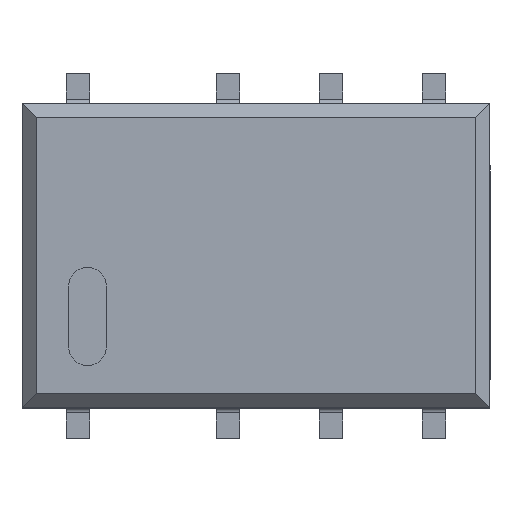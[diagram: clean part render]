
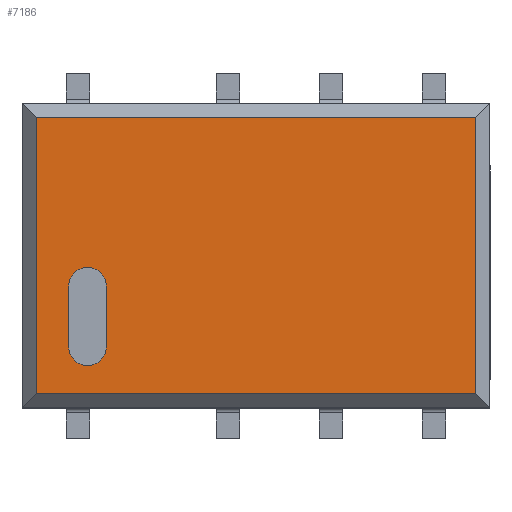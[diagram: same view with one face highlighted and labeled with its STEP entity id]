
A CAD part, top view. The second image highlights one B-rep face of the part: STEP entity #7186.
In plain terms, the highlighted planar face has unit normal (0, 0, 1).
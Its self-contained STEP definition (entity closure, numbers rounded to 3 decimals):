
#198 = FACE_OUTER_BOUND ( 'NONE', #5859, .T. ) ;
#329 = EDGE_CURVE ( 'NONE', #7489, #733, #382, .T. ) ;
#382 = CIRCLE ( 'NONE', #2562, 0.4 ) ;
#733 = VERTEX_POINT ( 'NONE', #8276 ) ;
#862 = LINE ( 'NONE', #7513, #4715 ) ;
#955 = ORIENTED_EDGE ( 'NONE', *, *, #8890, .F. ) ;
#1621 = VECTOR ( 'NONE', #7847, 1000. ) ;
#1737 = DIRECTION ( 'NONE',  ( -1., 0., 0. ) ) ;
#2017 = VERTEX_POINT ( 'NONE', #9181 ) ;
#2332 = FACE_BOUND ( 'NONE', #5799, .T. ) ;
#2562 = AXIS2_PLACEMENT_3D ( 'NONE', #7669, #7257, #1737 ) ;
#2852 = PLANE ( 'NONE',  #5712 ) ;
#2897 = CARTESIAN_POINT ( 'NONE',  ( 0., 0., 4.2 ) ) ;
#3041 = VECTOR ( 'NONE', #4633, 1000. ) ;
#3047 = EDGE_CURVE ( 'NONE', #4636, #6712, #8596, .T. ) ;
#3134 = ORIENTED_EDGE ( 'NONE', *, *, #9087, .T. ) ;
#3181 = DIRECTION ( 'NONE',  ( 0., -1., 0. ) ) ;
#3407 = CARTESIAN_POINT ( 'NONE',  ( -4.7, 0., 4.2 ) ) ;
#3659 = DIRECTION ( 'NONE',  ( -1., 0., 0. ) ) ;
#3910 = DIRECTION ( 'NONE',  ( 1., 0., 0. ) ) ;
#3934 = CARTESIAN_POINT ( 'NONE',  ( -3.2, 0., 4.2 ) ) ;
#4242 = CARTESIAN_POINT ( 'NONE',  ( 0., 2.95, 4.2 ) ) ;
#4447 = CARTESIAN_POINT ( 'NONE',  ( -3.6, -0.65, 4.2 ) ) ;
#4633 = DIRECTION ( 'NONE',  ( 0., 1., 0. ) ) ;
#4636 = VERTEX_POINT ( 'NONE', #6181 ) ;
#4715 = VECTOR ( 'NONE', #3910, 1000. ) ;
#4986 = AXIS2_PLACEMENT_3D ( 'NONE', #4447, #9525, #5153 ) ;
#5153 = DIRECTION ( 'NONE',  ( -1., 0., 0. ) ) ;
#5260 = VECTOR ( 'NONE', #7750, 1000. ) ;
#5437 = CARTESIAN_POINT ( 'NONE',  ( -4., -1.95, 4.2 ) ) ;
#5500 = CIRCLE ( 'NONE', #4986, 0.4 ) ;
#5712 = AXIS2_PLACEMENT_3D ( 'NONE', #2897, #7993, #3659 ) ;
#5799 = EDGE_LOOP ( 'NONE', ( #6503, #8329, #9755, #955 ) ) ;
#5822 = LINE ( 'NONE', #5992, #9471 ) ;
#5859 = EDGE_LOOP ( 'NONE', ( #3134, #6699, #6636, #9460 ) ) ;
#5992 = CARTESIAN_POINT ( 'NONE',  ( -4., 0., 4.2 ) ) ;
#6181 = CARTESIAN_POINT ( 'NONE',  ( 4.7, -2.95, 4.2 ) ) ;
#6503 = ORIENTED_EDGE ( 'NONE', *, *, #329, .F. ) ;
#6572 = EDGE_CURVE ( 'NONE', #2017, #9357, #5500, .T. ) ;
#6636 = ORIENTED_EDGE ( 'NONE', *, *, #3047, .T. ) ;
#6653 = VERTEX_POINT ( 'NONE', #8158 ) ;
#6691 = CARTESIAN_POINT ( 'NONE',  ( -4.7, -2.95, 4.2 ) ) ;
#6699 = ORIENTED_EDGE ( 'NONE', *, *, #6706, .T. ) ;
#6706 = EDGE_CURVE ( 'NONE', #8385, #4636, #862, .T. ) ;
#6712 = VERTEX_POINT ( 'NONE', #8220 ) ;
#7186 = ADVANCED_FACE ( 'NONE', ( #198, #2332 ), #2852, .F. ) ;
#7257 = DIRECTION ( 'NONE',  ( 0., 0., 1. ) ) ;
#7489 = VERTEX_POINT ( 'NONE', #5437 ) ;
#7513 = CARTESIAN_POINT ( 'NONE',  ( 0., -2.95, 4.2 ) ) ;
#7555 = LINE ( 'NONE', #4242, #1621 ) ;
#7669 = CARTESIAN_POINT ( 'NONE',  ( -3.6, -1.95, 4.2 ) ) ;
#7750 = DIRECTION ( 'NONE',  ( 0., -1., 0. ) ) ;
#7783 = VECTOR ( 'NONE', #8181, 1000. ) ;
#7847 = DIRECTION ( 'NONE',  ( -1., 0., 0. ) ) ;
#7929 = CARTESIAN_POINT ( 'NONE',  ( -4., -0.65, 4.2 ) ) ;
#7993 = DIRECTION ( 'NONE',  ( 0., 0., -1. ) ) ;
#7997 = LINE ( 'NONE', #3934, #7783 ) ;
#8158 = CARTESIAN_POINT ( 'NONE',  ( -4.7, 2.95, 4.2 ) ) ;
#8181 = DIRECTION ( 'NONE',  ( 0., 1., 0. ) ) ;
#8220 = CARTESIAN_POINT ( 'NONE',  ( 4.7, 2.95, 4.2 ) ) ;
#8276 = CARTESIAN_POINT ( 'NONE',  ( -3.2, -1.95, 4.2 ) ) ;
#8329 = ORIENTED_EDGE ( 'NONE', *, *, #9487, .F. ) ;
#8385 = VERTEX_POINT ( 'NONE', #6691 ) ;
#8596 = LINE ( 'NONE', #8997, #3041 ) ;
#8890 = EDGE_CURVE ( 'NONE', #733, #2017, #7997, .T. ) ;
#8997 = CARTESIAN_POINT ( 'NONE',  ( 4.7, 0., 4.2 ) ) ;
#9087 = EDGE_CURVE ( 'NONE', #6653, #8385, #9165, .T. ) ;
#9165 = LINE ( 'NONE', #3407, #5260 ) ;
#9181 = CARTESIAN_POINT ( 'NONE',  ( -3.2, -0.65, 4.2 ) ) ;
#9197 = EDGE_CURVE ( 'NONE', #6712, #6653, #7555, .T. ) ;
#9357 = VERTEX_POINT ( 'NONE', #7929 ) ;
#9460 = ORIENTED_EDGE ( 'NONE', *, *, #9197, .T. ) ;
#9471 = VECTOR ( 'NONE', #3181, 1000. ) ;
#9487 = EDGE_CURVE ( 'NONE', #9357, #7489, #5822, .T. ) ;
#9525 = DIRECTION ( 'NONE',  ( 0., 0., 1. ) ) ;
#9755 = ORIENTED_EDGE ( 'NONE', *, *, #6572, .F. ) ;
